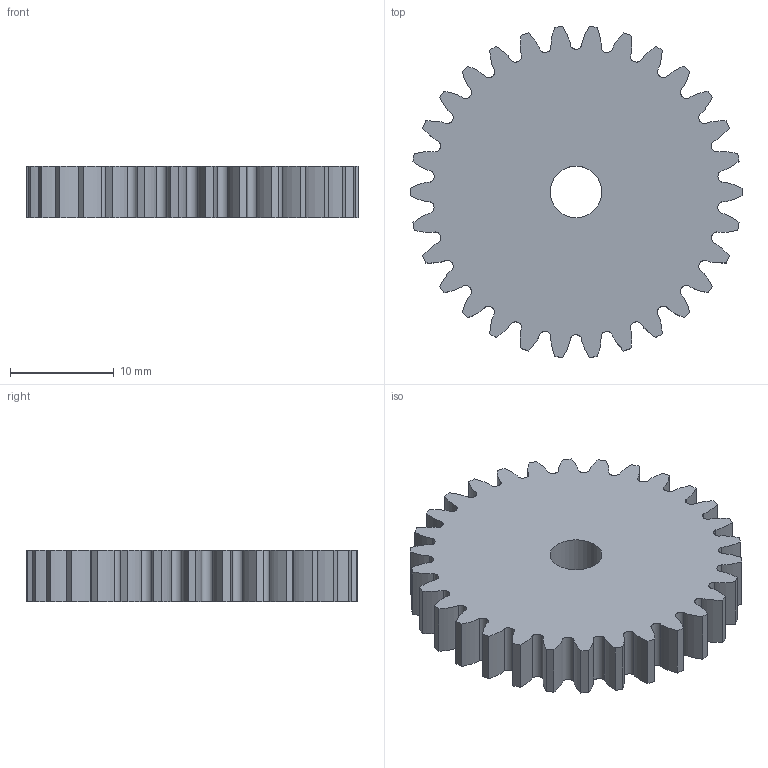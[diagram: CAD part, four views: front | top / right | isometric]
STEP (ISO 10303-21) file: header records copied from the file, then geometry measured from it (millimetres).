
FILE_DESCRIPTION(('Zoo Text-to-CAD'),'1');
FILE_NAME('Zoo Text-to-CAD model','2024-08-17T20:35:10',('Author'),('Zoo'),'Zoo Text-to-CAD','text-to-cad.zoo.dev','Unknown');
FILE_SCHEMA(('AUTOMOTIVE_DESIGN { 1 0 10303 214 1 1 1 1 }'));
Length unit declared in the file: millimetre
Products named in the file (1): Zoo Text-to-CAD
Bounding box: 31.99 x 31.89 x 5 mm (x, y, z)
Volume: 3402.7 mm3; surface area: 2358.4 mm2
Topology: 1 solids, 1 shells, 123 faces, 363 edges, 242 vertices
Faces by surface type: bspline 120, plane 2, cylinder 1
Full cylindrical faces by diameter (mm): 5 x1
Entity records: 9592 total; most frequent: CARTESIAN_POINT 3855, ORIENTED_EDGE 726, PCURVE 726, DEFINITIONAL_REPRESENTATION 726, B_SPLINE_CURVE_WITH_KNOTS 600, DIRECTION 499, LINE 485, VECTOR 485
